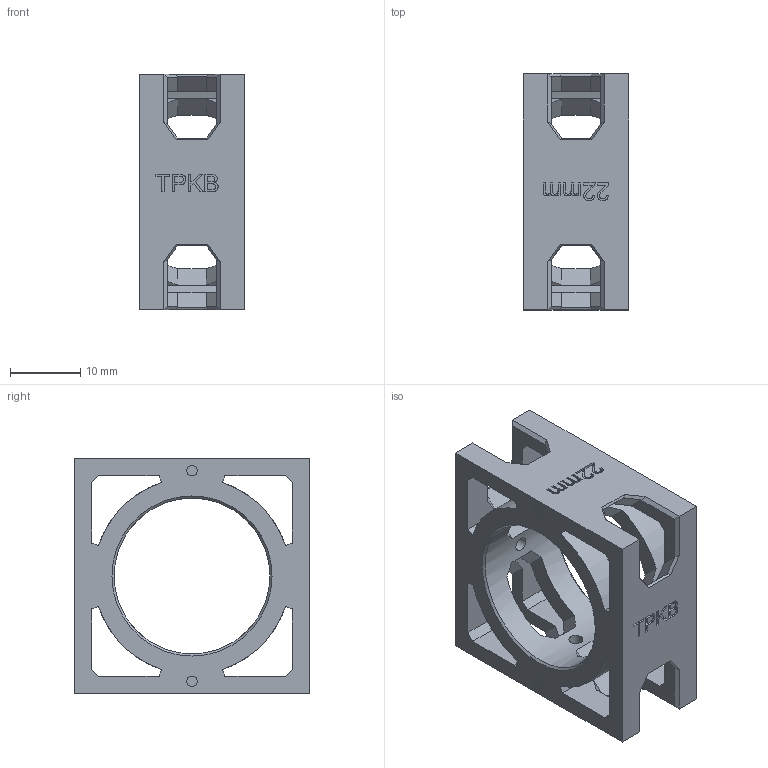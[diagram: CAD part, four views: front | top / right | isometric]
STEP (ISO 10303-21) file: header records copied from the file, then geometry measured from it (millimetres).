
FILE_DESCRIPTION(('HOOPS Exchange Step'),'2;1');
FILE_NAME('temp_export','2025-05-30T23:52:52+20:00',('me'),('Shapr3D Limited'),'HOOPS Exchange 2024.8','Shapr3D','Authorized');
FILE_SCHEMA( ('AP242_MANAGED_MODEL_BASED_3D_ENGINEERING_MIM_LF {1 0 10303 442 1 1 4}') );
Length unit declared in the file: millimetre
Products named in the file (2): bar-drill-guide; root
Assembly tree (1 placements, depth 2):
  root
    bar-drill-guide
Bounding box: 15 x 33.6 x 33.6 mm (x, y, z)
Volume: 6158.7 mm3; surface area: 5564.2 mm2
Topology: 1 solids, 1 shells, 251 faces, 730 edges, 485 vertices
Faces by surface type: plane 214, bspline 28, cylinder 7, cone 2
Full cylindrical faces by diameter (mm): 2 x2, 22.2 x1
Entity records: 9268 total; most frequent: CARTESIAN_POINT 2650, ORIENTED_EDGE 1460, DIRECTION 1191, EDGE_CURVE 730, VECTOR 603, LINE 603, VERTEX_POINT 485, AXIS2_PLACEMENT_3D 294
